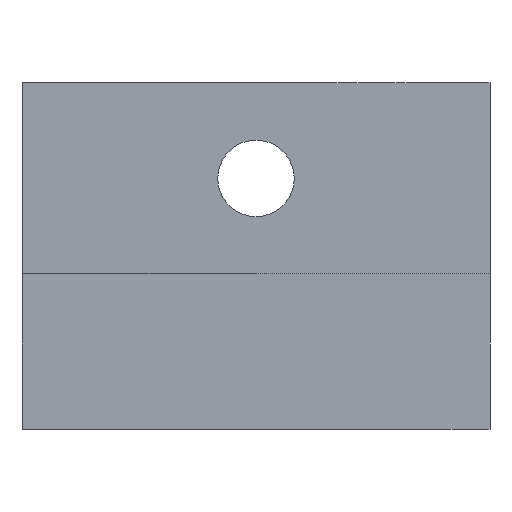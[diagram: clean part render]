
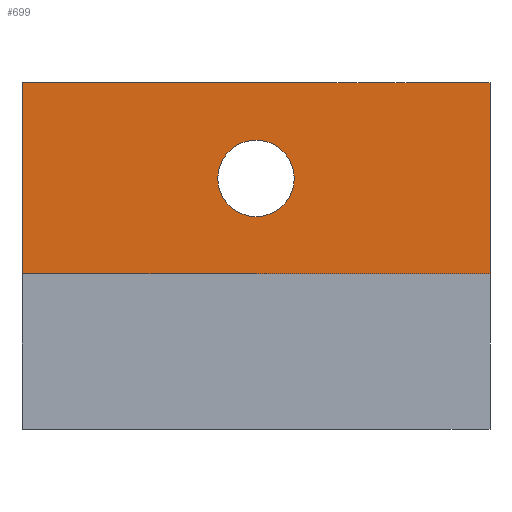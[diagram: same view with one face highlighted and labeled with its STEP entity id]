
A CAD part, front view. The second image highlights one B-rep face of the part: STEP entity #699.
In plain terms, the highlighted planar face has unit normal (0, -1, 0).
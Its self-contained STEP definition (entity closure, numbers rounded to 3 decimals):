
#29=FACE_BOUND('',#140,.T.);
#49=CIRCLE('',#770,1.6);
#93=FACE_OUTER_BOUND('',#139,.T.);
#139=EDGE_LOOP('',(#631,#632,#633,#634));
#140=EDGE_LOOP('',(#635));
#196=LINE('',#1090,#269);
#200=LINE('',#1101,#273);
#207=LINE('',#1127,#280);
#213=LINE('',#1158,#286);
#269=VECTOR('',#884,10.);
#273=VECTOR('',#894,10.);
#280=VECTOR('',#921,10.);
#286=VECTOR('',#961,10.);
#328=VERTEX_POINT('',#1087);
#329=VERTEX_POINT('',#1089);
#333=VERTEX_POINT('',#1099);
#342=VERTEX_POINT('',#1125);
#350=VERTEX_POINT('',#1154);
#411=EDGE_CURVE('',#328,#329,#196,.T.);
#417=EDGE_CURVE('',#328,#333,#200,.T.);
#431=EDGE_CURVE('',#342,#333,#207,.T.);
#444=EDGE_CURVE('',#350,#350,#49,.T.);
#445=EDGE_CURVE('',#329,#342,#213,.T.);
#631=ORIENTED_EDGE('',*,*,#411,.F.);
#632=ORIENTED_EDGE('',*,*,#417,.T.);
#633=ORIENTED_EDGE('',*,*,#431,.F.);
#634=ORIENTED_EDGE('',*,*,#445,.F.);
#635=ORIENTED_EDGE('',*,*,#444,.T.);
#663=PLANE('',#772);
#699=ADVANCED_FACE('',(#93,#29),#663,.T.);
#770=AXIS2_PLACEMENT_3D('',#1156,#957,#958);
#772=AXIS2_PLACEMENT_3D('',#1159,#962,#963);
#884=DIRECTION('',(-1.,0.,0.));
#894=DIRECTION('',(0.,0.,1.));
#921=DIRECTION('',(1.,0.,0.));
#957=DIRECTION('center_axis',(0.,1.,0.));
#958=DIRECTION('ref_axis',(-1.,0.,0.));
#961=DIRECTION('',(0.,0.,1.));
#962=DIRECTION('center_axis',(0.,-1.,0.));
#963=DIRECTION('ref_axis',(1.,0.,0.));
#1087=CARTESIAN_POINT('',(19.6,0.,6.5));
#1089=CARTESIAN_POINT('',(0.,0.,6.5));
#1090=CARTESIAN_POINT('',(19.6,0.,6.5));
#1099=CARTESIAN_POINT('',(19.6,0.,14.5));
#1101=CARTESIAN_POINT('',(19.6,0.,6.5));
#1125=CARTESIAN_POINT('',(0.,0.,14.5));
#1127=CARTESIAN_POINT('',(19.6,0.,14.5));
#1154=CARTESIAN_POINT('',(11.4,0.,10.5));
#1156=CARTESIAN_POINT('Origin',(9.8,0.,10.5));
#1158=CARTESIAN_POINT('',(0.,0.,6.5));
#1159=CARTESIAN_POINT('Origin',(0.,0.,6.5));
